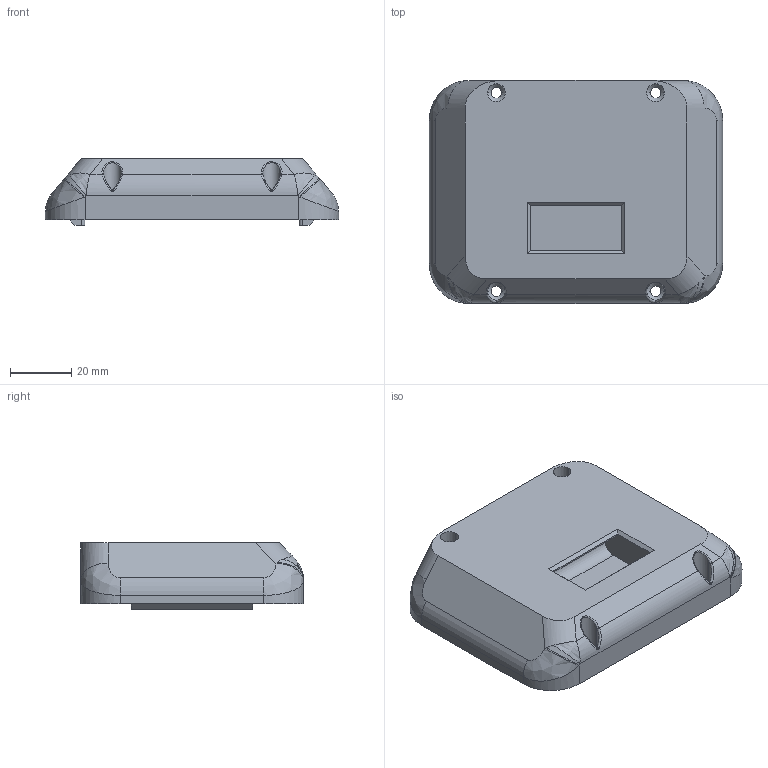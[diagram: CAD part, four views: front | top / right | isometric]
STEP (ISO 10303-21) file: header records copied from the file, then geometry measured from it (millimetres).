
FILE_DESCRIPTION (( 'STEP AP203' ), '1' );
FILE_NAME ('LCD_Case_back.STEP', '2021-06-04T09:19:16', ( '' ), ( '' ), 'SwSTEP 2.0', 'SolidWorks 2020', '' );
FILE_SCHEMA (( 'CONFIG_CONTROL_DESIGN' ));
Length unit declared in the file: millimetre
Products named in the file (1): LCD_Case_back
Bounding box: 96 x 73 x 21.7 mm (x, y, z)
Volume: 54055.9 mm3; surface area: 25906.2 mm2
Topology: 1 solids, 1 shells, 128 faces, 335 edges, 207 vertices
Faces by surface type: plane 59, cylinder 37, bspline 22, cone 10
Entity records: 4753 total; most frequent: CARTESIAN_POINT 1753, ORIENTED_EDGE 666, DIRECTION 546, EDGE_CURVE 333, VERTEX_POINT 207, LINE 198, VECTOR 198, AXIS2_PLACEMENT_3D 174
